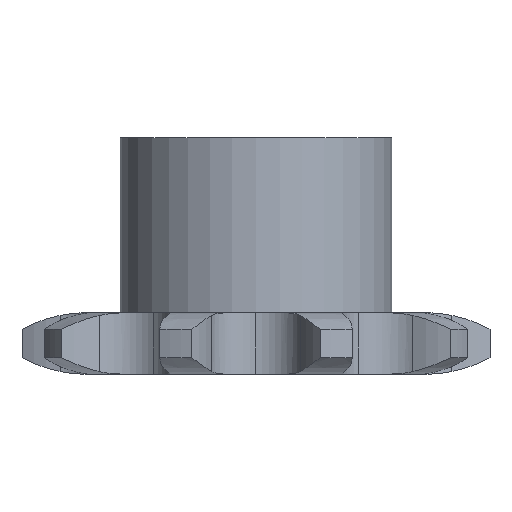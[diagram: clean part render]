
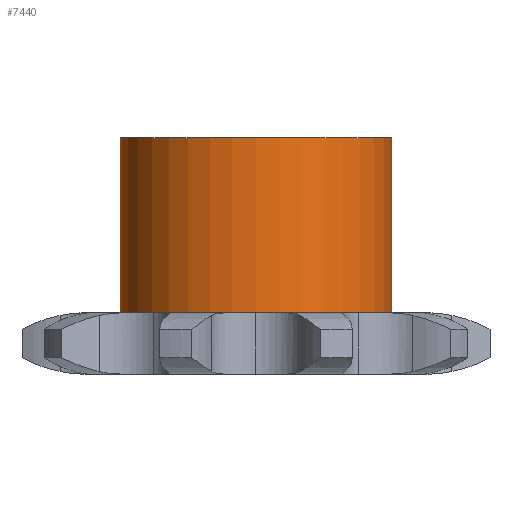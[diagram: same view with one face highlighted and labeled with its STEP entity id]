
A CAD part, front view. The second image highlights one B-rep face of the part: STEP entity #7440.
In plain terms, the highlighted cylindrical face has radius 5.75 mm (diameter 11.5 mm), a full revolution.
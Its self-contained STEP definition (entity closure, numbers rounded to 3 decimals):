
#493 = PLANE('',#494);
#494 = AXIS2_PLACEMENT_3D('',#495,#496,#497);
#495 = CARTESIAN_POINT('',(0.,0.,1.3));
#496 = DIRECTION('',(0.,0.,1.));
#497 = DIRECTION('',(0.,1.,0.));
#2968 = EDGE_CURVE('',#2969,#2969,#2971,.T.);
#2969 = VERTEX_POINT('',#2970);
#2970 = CARTESIAN_POINT('',(5.75,0.,1.3));
#2971 = SURFACE_CURVE('',#2972,(#2977,#2988),.PCURVE_S1.);
#2972 = CIRCLE('',#2973,5.75);
#2973 = AXIS2_PLACEMENT_3D('',#2974,#2975,#2976);
#2974 = CARTESIAN_POINT('',(0.,0.,1.3));
#2975 = DIRECTION('',(0.,0.,-1.));
#2976 = DIRECTION('',(1.,0.,0.));
#2977 = PCURVE('',#493,#2978);
#2978 = DEFINITIONAL_REPRESENTATION('',(#2979),#2987);
#2979 = ( BOUNDED_CURVE() B_SPLINE_CURVE(2,(#2980,#2981,#2982,#2983,
#2984,#2985,#2986),.UNSPECIFIED.,.T.,.F.) B_SPLINE_CURVE_WITH_KNOTS((1,2
    ,2,2,2,1),(-2.094,0.,2.094,4.189,
6.283,8.378),.UNSPECIFIED.) CURVE() 
GEOMETRIC_REPRESENTATION_ITEM() RATIONAL_B_SPLINE_CURVE((1.,0.5,1.,0.5,
1.,0.5,1.)) REPRESENTATION_ITEM('') );
#2980 = CARTESIAN_POINT('',(0.,-5.75));
#2981 = CARTESIAN_POINT('',(-9.959,-5.75));
#2982 = CARTESIAN_POINT('',(-4.98,2.875));
#2983 = CARTESIAN_POINT('',(0.,11.5));
#2984 = CARTESIAN_POINT('',(4.98,2.875));
#2985 = CARTESIAN_POINT('',(9.959,-5.75));
#2986 = CARTESIAN_POINT('',(0.,-5.75));
#2987 = ( GEOMETRIC_REPRESENTATION_CONTEXT(2) 
PARAMETRIC_REPRESENTATION_CONTEXT() REPRESENTATION_CONTEXT('2D SPACE',''
  ) );
#2988 = PCURVE('',#2989,#2994);
#2989 = CYLINDRICAL_SURFACE('',#2990,5.75);
#2990 = AXIS2_PLACEMENT_3D('',#2991,#2992,#2993);
#2991 = CARTESIAN_POINT('',(0.,0.,0.));
#2992 = DIRECTION('',(-0.,-0.,-1.));
#2993 = DIRECTION('',(1.,0.,0.));
#2994 = DEFINITIONAL_REPRESENTATION('',(#2995),#2999);
#2995 = LINE('',#2996,#2997);
#2996 = CARTESIAN_POINT('',(-6.283,-1.3));
#2997 = VECTOR('',#2998,1.);
#2998 = DIRECTION('',(1.,-0.));
#2999 = ( GEOMETRIC_REPRESENTATION_CONTEXT(2) 
PARAMETRIC_REPRESENTATION_CONTEXT() REPRESENTATION_CONTEXT('2D SPACE',''
  ) );
#6478 = PLANE('',#6479);
#6479 = AXIS2_PLACEMENT_3D('',#6480,#6481,#6482);
#6480 = CARTESIAN_POINT('',(0.,0.,8.7));
#6481 = DIRECTION('',(0.,0.,1.));
#6482 = DIRECTION('',(0.,-1.,0.));
#7440 = ADVANCED_FACE('',(#7441),#2989,.T.);
#7441 = FACE_BOUND('',#7442,.F.);
#7442 = EDGE_LOOP('',(#7443,#7444,#7467,#7489));
#7443 = ORIENTED_EDGE('',*,*,#2968,.T.);
#7444 = ORIENTED_EDGE('',*,*,#7445,.T.);
#7445 = EDGE_CURVE('',#2969,#7446,#7448,.T.);
#7446 = VERTEX_POINT('',#7447);
#7447 = CARTESIAN_POINT('',(5.75,0.,8.7));
#7448 = SEAM_CURVE('',#7449,(#7453,#7460),.PCURVE_S1.);
#7449 = LINE('',#7450,#7451);
#7450 = CARTESIAN_POINT('',(5.75,0.,0.));
#7451 = VECTOR('',#7452,1.);
#7452 = DIRECTION('',(0.,0.,1.));
#7453 = PCURVE('',#2989,#7454);
#7454 = DEFINITIONAL_REPRESENTATION('',(#7455),#7459);
#7455 = LINE('',#7456,#7457);
#7456 = CARTESIAN_POINT('',(-6.283,0.));
#7457 = VECTOR('',#7458,1.);
#7458 = DIRECTION('',(-0.,-1.));
#7459 = ( GEOMETRIC_REPRESENTATION_CONTEXT(2) 
PARAMETRIC_REPRESENTATION_CONTEXT() REPRESENTATION_CONTEXT('2D SPACE',''
  ) );
#7460 = PCURVE('',#2989,#7461);
#7461 = DEFINITIONAL_REPRESENTATION('',(#7462),#7466);
#7462 = LINE('',#7463,#7464);
#7463 = CARTESIAN_POINT('',(-0.,0.));
#7464 = VECTOR('',#7465,1.);
#7465 = DIRECTION('',(-0.,-1.));
#7466 = ( GEOMETRIC_REPRESENTATION_CONTEXT(2) 
PARAMETRIC_REPRESENTATION_CONTEXT() REPRESENTATION_CONTEXT('2D SPACE',''
  ) );
#7467 = ORIENTED_EDGE('',*,*,#7468,.T.);
#7468 = EDGE_CURVE('',#7446,#7446,#7469,.T.);
#7469 = SURFACE_CURVE('',#7470,(#7475,#7482),.PCURVE_S1.);
#7470 = CIRCLE('',#7471,5.75);
#7471 = AXIS2_PLACEMENT_3D('',#7472,#7473,#7474);
#7472 = CARTESIAN_POINT('',(0.,0.,8.7));
#7473 = DIRECTION('',(0.,0.,1.));
#7474 = DIRECTION('',(1.,0.,0.));
#7475 = PCURVE('',#2989,#7476);
#7476 = DEFINITIONAL_REPRESENTATION('',(#7477),#7481);
#7477 = LINE('',#7478,#7479);
#7478 = CARTESIAN_POINT('',(-0.,-8.7));
#7479 = VECTOR('',#7480,1.);
#7480 = DIRECTION('',(-1.,0.));
#7481 = ( GEOMETRIC_REPRESENTATION_CONTEXT(2) 
PARAMETRIC_REPRESENTATION_CONTEXT() REPRESENTATION_CONTEXT('2D SPACE',''
  ) );
#7482 = PCURVE('',#6478,#7483);
#7483 = DEFINITIONAL_REPRESENTATION('',(#7484),#7488);
#7484 = CIRCLE('',#7485,5.75);
#7485 = AXIS2_PLACEMENT_2D('',#7486,#7487);
#7486 = CARTESIAN_POINT('',(0.,0.));
#7487 = DIRECTION('',(0.,1.));
#7488 = ( GEOMETRIC_REPRESENTATION_CONTEXT(2) 
PARAMETRIC_REPRESENTATION_CONTEXT() REPRESENTATION_CONTEXT('2D SPACE',''
  ) );
#7489 = ORIENTED_EDGE('',*,*,#7445,.F.);
